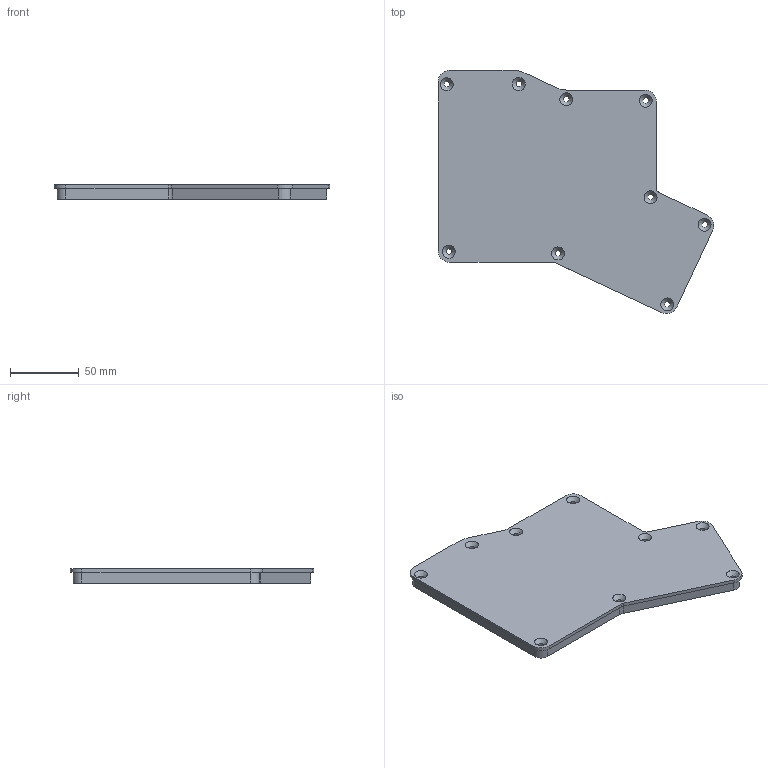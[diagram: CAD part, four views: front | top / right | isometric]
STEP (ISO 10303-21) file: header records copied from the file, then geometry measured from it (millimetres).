
FILE_DESCRIPTION(/* description */ (''),/* implementation_level */ '2;1');
FILE_NAME(/* name */ 'Bottom Case.stp',/* time_stamp */ '2016-04-24T18:48:56-07:00',/* author */ ('Josh'),/* organization */ (''),/* preprocessor_version */ 'ST-DEVELOPER v15.6',/* originating_system */ 'Autodesk Inventor 2015',/* authorisation */ '');
FILE_SCHEMA (('AUTOMOTIVE_DESIGN { 1 0 10303 214 3 1 1 }'));
Length unit declared in the file: inch
Products named in the file (1): Solid Bottom Case
Bounding box: 200.6 x 177.1 x 10.54 mm (x, y, z)
Volume: 106234.9 mm3; surface area: 61262.1 mm2
Topology: 1 solids, 1 shells, 76 faces, 210 edges, 137 vertices
Faces by surface type: plane 40, cylinder 27, cone 9
Full cylindrical faces by diameter (mm): 4.166 x9
Entity records: 2397 total; most frequent: DIRECTION 409, CARTESIAN_POINT 406, ORIENTED_EDGE 384, EDGE_CURVE 192, AXIS2_PLACEMENT_3D 140, VERTEX_POINT 137, LINE 129, VECTOR 129
